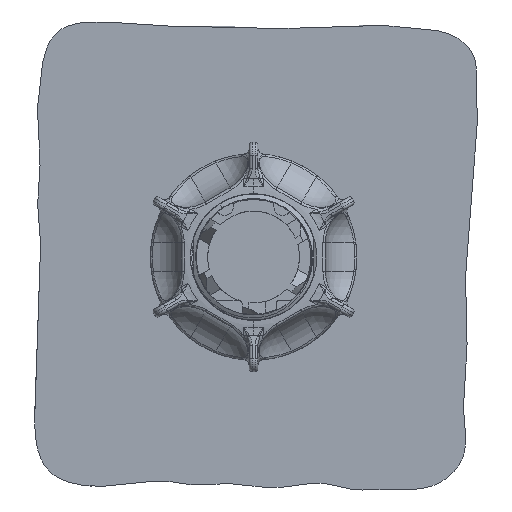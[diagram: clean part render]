
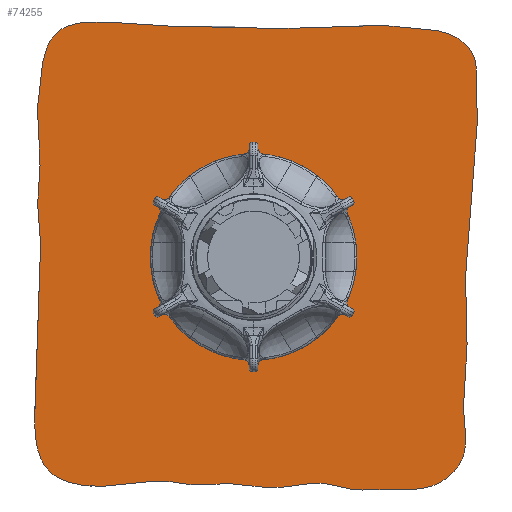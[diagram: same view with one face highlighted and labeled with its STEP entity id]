
A CAD part, front view. The second image highlights one B-rep face of the part: STEP entity #74255.
In plain terms, the highlighted planar face has unit normal (0, -1, 0).
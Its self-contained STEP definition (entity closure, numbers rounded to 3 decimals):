
#74016=CARTESIAN_POINT('',(-36.,0.,-36.95));
#74017=CARTESIAN_POINT('',(-36.765,0.,-36.052));
#74018=CARTESIAN_POINT('',(-38.239,0.,-32.605));
#74019=CARTESIAN_POINT('',(-38.212,0.,-25.713));
#74020=CARTESIAN_POINT('',(-37.376,0.,-16.225));
#74021=CARTESIAN_POINT('',(-37.491,0.,-7.346));
#74022=CARTESIAN_POINT('',(-36.715,0.,0.929));
#74023=CARTESIAN_POINT('',(-38.172,0.,8.219));
#74024=CARTESIAN_POINT('',(-36.83,0.,15.964));
#74025=CARTESIAN_POINT('',(-37.914,0.,23.844));
#74026=CARTESIAN_POINT('',(-37.448,0.,31.157));
#74027=CARTESIAN_POINT('',(-35.507,0.,40.908));
#74028=CARTESIAN_POINT('',(-25.179,0.,41.197));
#74029=CARTESIAN_POINT('',(-16.284,0.,39.99));
#74030=CARTESIAN_POINT('',(-5.918,0.,40.638));
#74031=CARTESIAN_POINT('',(3.677,0.,39.514));
#74032=CARTESIAN_POINT('',(12.693,0.,40.283));
#74033=CARTESIAN_POINT('',(20.334,0.,40.614));
#74034=CARTESIAN_POINT('',(27.449,0.,40.044));
#74035=CARTESIAN_POINT('',(32.818,0.,39.565));
#74036=CARTESIAN_POINT('',(35.617,0.,38.187));
#74037=CARTESIAN_POINT('',(36.539,0.,37.442));
#74039=CARTESIAN_POINT('',(36.539,0.,37.442));
#74040=CARTESIAN_POINT('',(37.081,0.,37.003));
#74041=CARTESIAN_POINT('',(38.799,0.,35.157));
#74042=CARTESIAN_POINT('',(39.089,0.,30.008));
#74043=CARTESIAN_POINT('',(39.145,0.,23.231));
#74044=CARTESIAN_POINT('',(38.268,0.,15.432));
#74045=CARTESIAN_POINT('',(38.345,0.,7.461));
#74046=CARTESIAN_POINT('',(36.328,0.,-1.276));
#74047=CARTESIAN_POINT('',(37.68,0.,-9.635));
#74048=CARTESIAN_POINT('',(36.955,0.,-18.793));
#74049=CARTESIAN_POINT('',(36.154,0.,-26.551));
#74050=CARTESIAN_POINT('',(37.83,0.,-35.027));
#74051=CARTESIAN_POINT('',(31.209,0.,-41.268));
#74052=CARTESIAN_POINT('',(23.817,0.,-40.088));
#74053=CARTESIAN_POINT('',(17.306,0.,-41.007));
#74054=CARTESIAN_POINT('',(12.318,0.,-39.04));
#74055=CARTESIAN_POINT('',(7.518,0.,-39.839));
#74056=CARTESIAN_POINT('',(3.459,0.,-40.371));
#74057=CARTESIAN_POINT('',(-0.934,0.,-39.845));
#74058=CARTESIAN_POINT('',(-5.505,0.,-39.208));
#74059=CARTESIAN_POINT('',(-10.311,0.,-40.032));
#74060=CARTESIAN_POINT('',(-14.976,0.,-38.823));
#74061=CARTESIAN_POINT('',(-21.756,0.,-39.505));
#74062=CARTESIAN_POINT('',(-29.167,0.,-40.724));
#74063=CARTESIAN_POINT('',(-34.776,0.,-38.387));
#74064=CARTESIAN_POINT('',(-36.,0.,-36.95));
#74066=DIRECTION('',(1.,0.,0.));
#74067=VECTOR('',#74066,2.2);
#74068=CARTESIAN_POINT('',(-1.1,0.,-12.95));
#74069=LINE('',#74068,#74067);
#74070=DIRECTION('',(0.,0.,1.));
#74071=VECTOR('',#74070,1.415);
#74072=CARTESIAN_POINT('',(1.6,0.,-12.45));
#74073=LINE('',#74072,#74071);
#74074=CARTESIAN_POINT('',(0.,0.,0.));
#74075=DIRECTION('',(0.,-1.,0.));
#74076=DIRECTION('',(0.143,0.,-0.99));
#74077=AXIS2_PLACEMENT_3D('',#74074,#74075,#74076);
#74079=DIRECTION('',(0.,0.,-1.));
#74080=VECTOR('',#74079,1.415);
#74081=CARTESIAN_POINT('',(-1.6,0.,-11.035));
#74082=LINE('',#74081,#74080);
#74162=CARTESIAN_POINT('',(1.1,0.,-12.45));
#74163=DIRECTION('',(0.,1.,0.));
#74164=DIRECTION('',(1.,0.,0.));
#74165=AXIS2_PLACEMENT_3D('',#74162,#74163,#74164);
#74180=CARTESIAN_POINT('',(-1.1,0.,-12.45));
#74181=DIRECTION('',(0.,1.,0.));
#74182=DIRECTION('',(0.,0.,-1.));
#74183=AXIS2_PLACEMENT_3D('',#74180,#74181,#74182);
#74202=CARTESIAN_POINT('',(1.6,0.,-11.035));
#74203=CARTESIAN_POINT('',(-1.6,0.,-11.035));
#74204=VERTEX_POINT('',#74202);
#74205=VERTEX_POINT('',#74203);
#74210=VERTEX_POINT('',#74016);
#74211=VERTEX_POINT('',#74037);
#74214=CARTESIAN_POINT('',(-1.1,0.,-12.95));
#74216=VERTEX_POINT('',#74214);
#74218=CARTESIAN_POINT('',(-1.6,0.,-12.45));
#74220=VERTEX_POINT('',#74218);
#74222=CARTESIAN_POINT('',(1.6,0.,-12.45));
#74224=VERTEX_POINT('',#74222);
#74226=CARTESIAN_POINT('',(1.1,0.,-12.95));
#74228=VERTEX_POINT('',#74226);
#74230=CARTESIAN_POINT('',(0.,0.,0.));
#74231=DIRECTION('',(0.,1.,0.));
#74232=DIRECTION('',(1.,0.,0.));
#74233=AXIS2_PLACEMENT_3D('',#74230,#74231,#74232);
#74234=PLANE('',#74233);
#74236=ORIENTED_EDGE('',*,*,#74235,.T.);
#74238=ORIENTED_EDGE('',*,*,#74237,.T.);
#74239=EDGE_LOOP('',(#74236,#74238));
#74240=FACE_OUTER_BOUND('',#74239,.F.);
#74242=ORIENTED_EDGE('',*,*,#74241,.T.);
#74244=ORIENTED_EDGE('',*,*,#74243,.F.);
#74246=ORIENTED_EDGE('',*,*,#74245,.T.);
#74248=ORIENTED_EDGE('',*,*,#74247,.T.);
#74250=ORIENTED_EDGE('',*,*,#74249,.T.);
#74252=ORIENTED_EDGE('',*,*,#74251,.F.);
#74253=EDGE_LOOP('',(#74242,#74244,#74246,#74248,#74250,#74252));
#74254=FACE_BOUND('',#74253,.F.);
#74038=B_SPLINE_CURVE_WITH_KNOTS('',3,(#74016,#74017,#74018,#74019,#74020,
#74021,#74022,#74023,#74024,#74025,#74026,#74027,#74028,#74029,#74030,#74031,
#74032,#74033,#74034,#74035,#74036,#74037),.UNSPECIFIED.,.F.,.F.,(4,1,1,1,1,1,1,
1,1,1,1,1,1,1,1,1,1,1,1,4),(0.,0.024,0.072,
0.138,0.217,0.252,0.305,
0.365,0.408,0.463,0.518,
0.581,0.638,0.708,0.787,
0.833,0.89,0.942,0.976,1.),
.UNSPECIFIED.);
#74065=B_SPLINE_CURVE_WITH_KNOTS('',3,(#74039,#74040,#74041,#74042,#74043,
#74044,#74045,#74046,#74047,#74048,#74049,#74050,#74051,#74052,#74053,#74054,
#74055,#74056,#74057,#74058,#74059,#74060,#74061,#74062,#74063,#74064),
.UNSPECIFIED.,.F.,.F.,(4,1,1,1,1,1,1,1,1,1,1,1,1,1,1,1,1,1,1,1,1,1,1,4),(0.,
0.014,0.051,0.096,0.154,
0.208,0.257,0.333,0.376,
0.442,0.492,0.539,0.599,
0.636,0.67,0.703,0.732,
0.753,0.792,0.825,0.849,
0.888,0.961,1.),.UNSPECIFIED.);
#74078=CIRCLE('',#74077,11.15);
#74166=CIRCLE('',#74165,0.5);
#74184=CIRCLE('',#74183,0.5);
#74235=EDGE_CURVE('',#74210,#74211,#74038,.T.);
#74237=EDGE_CURVE('',#74211,#74210,#74065,.T.);
#74241=EDGE_CURVE('',#74216,#74228,#74069,.T.);
#74243=EDGE_CURVE('',#74224,#74228,#74166,.T.);
#74245=EDGE_CURVE('',#74224,#74204,#74073,.T.);
#74247=EDGE_CURVE('',#74204,#74205,#74078,.T.);
#74249=EDGE_CURVE('',#74205,#74220,#74082,.T.);
#74251=EDGE_CURVE('',#74216,#74220,#74184,.T.);
#74255=ADVANCED_FACE('',(#74240,#74254),#74234,.F.);
